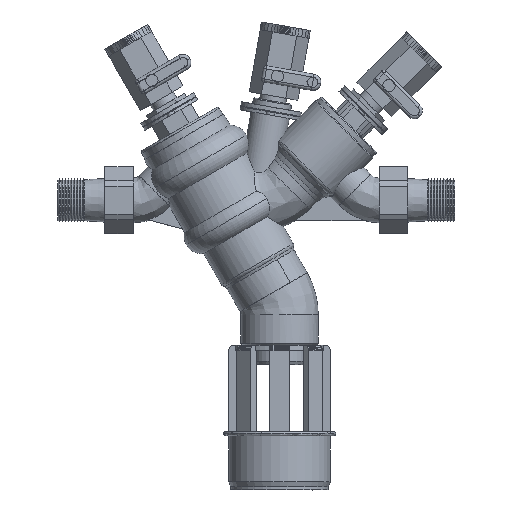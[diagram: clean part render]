
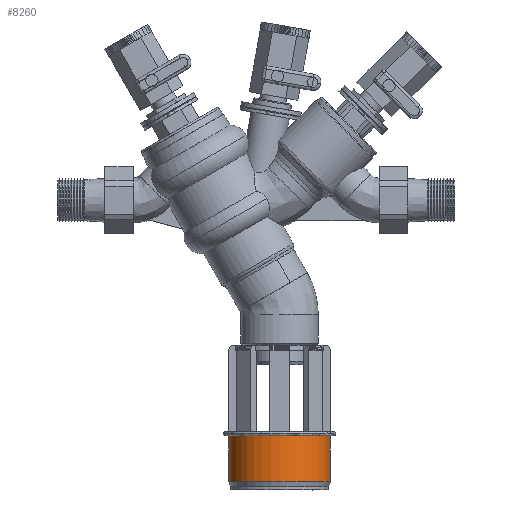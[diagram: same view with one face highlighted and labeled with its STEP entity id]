
A CAD part, front view. The second image highlights one B-rep face of the part: STEP entity #8260.
In plain terms, the highlighted cylindrical face has radius 25 mm (diameter 50 mm), a partial arc.
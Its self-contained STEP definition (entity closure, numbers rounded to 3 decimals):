
#5554=EDGE_CURVE('',#12832,#11222,#15909,.T.);
#6968=VERTEX_POINT('',#17461);
#7240=VERTEX_POINT('',#17758);
#8260=ADVANCED_FACE('',(#18874),#18875,.T.);
#8666=EDGE_CURVE('',#7240,#6968,#19317,.T.);
#9078=EDGE_CURVE('',#12832,#6968,#19780,.T.);
#10834=EDGE_CURVE('',#11222,#12446,#21713,.T.);
#11222=VERTEX_POINT('',#22133);
#11750=EDGE_CURVE('',#7240,#12446,#22716,.T.);
#12446=VERTEX_POINT('',#23471);
#12832=VERTEX_POINT('',#23888);
#15909=CIRCLE('',#28010,25.0);
#17461=CARTESIAN_POINT('',(37.,0.0,-115.7));
#17758=CARTESIAN_POINT('',(-13.,0.,-115.7));
#18874=FACE_OUTER_BOUND('',#35159,.T.);
#18875=CYLINDRICAL_SURFACE('',#35160,25.0);
#19317=CIRCLE('',#36295,25.0);
#19780=LINE('',#36982,#36983);
#21713=CIRCLE('',#40957,25.0);
#22133=CARTESIAN_POINT('',(11.999,-25.,-138.2));
#22716=LINE('',#44505,#44506);
#23471=CARTESIAN_POINT('',(-13.,0.,-138.2));
#23888=CARTESIAN_POINT('',(37.,0.,-138.2));
#28010=AXIS2_PLACEMENT_3D('',#53634,#53635,#53636);
#35159=EDGE_LOOP('',(#56846,#56847,#56848,#56849,#56850));
#35160=AXIS2_PLACEMENT_3D('',#56851,#56852,#56853);
#36295=AXIS2_PLACEMENT_3D('',#57348,#57349,#57350);
#36982=CARTESIAN_POINT('',(37.,0.,-126.95));
#36983=VECTOR('',#57865,1.0);
#40957=AXIS2_PLACEMENT_3D('',#60105,#60106,#60107);
#44505=CARTESIAN_POINT('',(-13.,0.,-126.95));
#44506=VECTOR('',#61192,1.0);
#53634=CARTESIAN_POINT('',(12.,0.0,-138.2));
#53635=DIRECTION('',(0.,0.0,-1.));
#53636=DIRECTION('',(1.,0.0,0.));
#56846=ORIENTED_EDGE('',*,*,#9078,.T.);
#56847=ORIENTED_EDGE('',*,*,#8666,.F.);
#56848=ORIENTED_EDGE('',*,*,#11750,.T.);
#56849=ORIENTED_EDGE('',*,*,#10834,.F.);
#56850=ORIENTED_EDGE('',*,*,#5554,.F.);
#56851=CARTESIAN_POINT('',(12.,0.0,-126.95));
#56852=DIRECTION('',(0.,-0.0,-1.));
#56853=DIRECTION('',(1.,0.0,0.));
#57348=CARTESIAN_POINT('',(12.,0.0,-115.7));
#57349=DIRECTION('',(0.,-0.0,1.));
#57350=DIRECTION('',(1.,0.0,0.));
#57865=DIRECTION('',(0.,0.0,1.));
#60105=CARTESIAN_POINT('',(12.,0.0,-138.2));
#60106=DIRECTION('',(0.,0.0,-1.));
#60107=DIRECTION('',(1.,0.0,0.));
#61192=DIRECTION('',(0.,-0.0,-1.));
